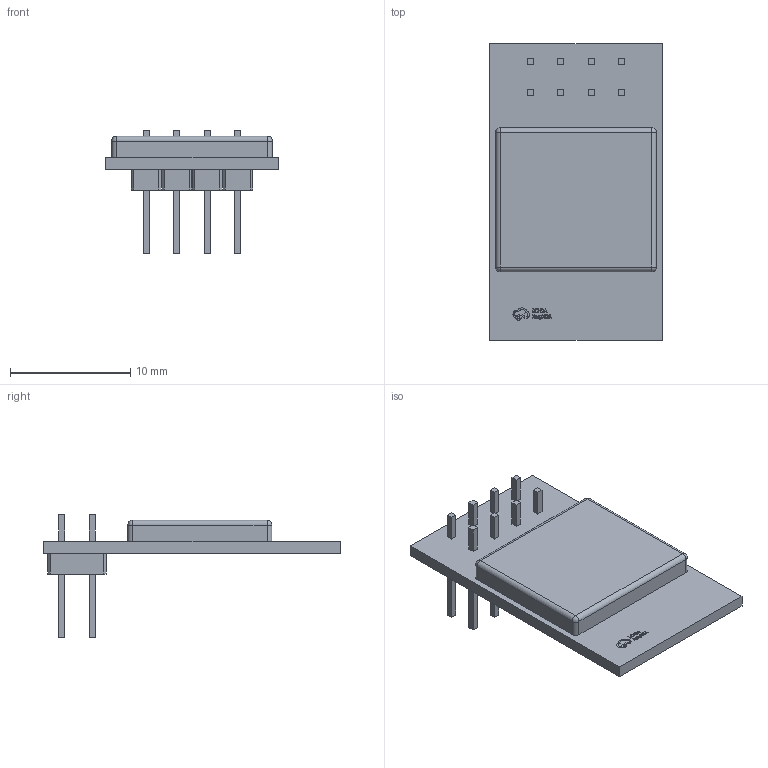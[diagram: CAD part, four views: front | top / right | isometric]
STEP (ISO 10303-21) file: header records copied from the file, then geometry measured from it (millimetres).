
FILE_DESCRIPTION (( 'STEP AP214' ), '1' );
FILE_NAME ('WIFI-TH_L24.7-W14.4-H11.2-E103-W05A.step', '2022-07-15T04:52:28', ( '' ), ( '' ), 'SwSTEP 2.0', 'SolidWorks 2020', '' );
FILE_SCHEMA (( 'AUTOMOTIVE_DESIGN' ));
Length unit declared in the file: millimetre
Products named in the file (1): WIFI-TH_L24.7-W14.4-H11.2-E103-W05A
Bounding box: 14.4 x 24.7 x 10.2 mm (x, y, z)
Volume: 732.1 mm3; surface area: 1088.2 mm2
Topology: 14 solids, 14 shells, 429 faces, 1111 edges, 734 vertices
Faces by surface type: plane 305, bspline 112, cylinder 8, sphere 4
Entity records: 18360 total; most frequent: CARTESIAN_POINT 4375, ORIENTED_EDGE 2214, DIRECTION 1531, EDGE_CURVE 1107, LINE 863, VECTOR 863, VERTEX_POINT 734, EDGE_LOOP 469
